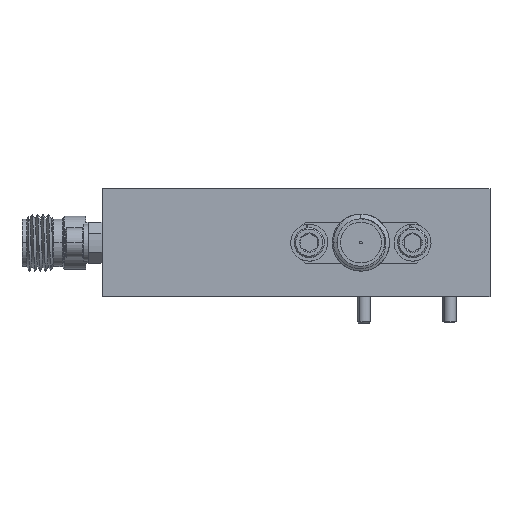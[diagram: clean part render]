
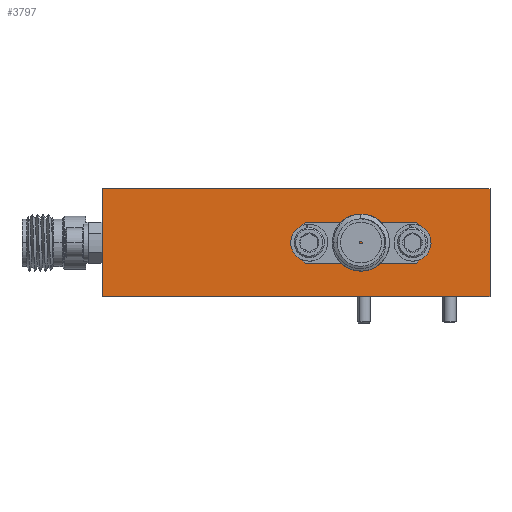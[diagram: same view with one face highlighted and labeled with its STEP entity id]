
A CAD part, top view. The second image highlights one B-rep face of the part: STEP entity #3797.
In plain terms, the highlighted planar face has unit normal (0, 0, 1).
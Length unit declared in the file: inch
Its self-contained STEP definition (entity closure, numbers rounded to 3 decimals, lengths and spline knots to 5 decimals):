
#1328 = CARTESIAN_POINT ( 'NONE',  ( 0.9, 0.5, 0.55 ) ) ;
#1570 = FACE_OUTER_BOUND ( 'NONE', #22860, .T. ) ;
#2982 = VERTEX_POINT ( 'NONE', #16428 ) ;
#3797 = ADVANCED_FACE ( 'NONE', ( #1570 ), #12825, .F. ) ;
#3828 = CARTESIAN_POINT ( 'NONE',  ( -0.9, 0., 0.55 ) ) ;
#4419 = VERTEX_POINT ( 'NONE', #14440 ) ;
#4761 = EDGE_CURVE ( 'NONE', #5162, #2982, #23785, .T. ) ;
#5162 = VERTEX_POINT ( 'NONE', #3828 ) ;
#5327 = DIRECTION ( 'NONE',  ( 0., 0., -1. ) ) ;
#6433 = DIRECTION ( 'NONE',  ( 1., 0., 0. ) ) ;
#6697 = EDGE_CURVE ( 'NONE', #13668, #4419, #14259, .T. ) ;
#7291 = CARTESIAN_POINT ( 'NONE',  ( -0.9, 0.5, 0.55 ) ) ;
#7528 = DIRECTION ( 'NONE',  ( 1., 0., 0. ) ) ;
#7819 = VECTOR ( 'NONE', #6433, 39.37008 ) ;
#8254 = ORIENTED_EDGE ( 'NONE', *, *, #6697, .F. ) ;
#8484 = CARTESIAN_POINT ( 'NONE',  ( -0.9, 0.5, 0.55 ) ) ;
#10351 = DIRECTION ( 'NONE',  ( 0., -1., 0. ) ) ;
#10542 = DIRECTION ( 'NONE',  ( -1., 0., 0. ) ) ;
#11051 = ORIENTED_EDGE ( 'NONE', *, *, #4761, .T. ) ;
#12825 = PLANE ( 'NONE',  #15519 ) ;
#13597 = ORIENTED_EDGE ( 'NONE', *, *, #16729, .F. ) ;
#13668 = VERTEX_POINT ( 'NONE', #7291 ) ;
#13861 = VECTOR ( 'NONE', #10351, 39.37008 ) ;
#14144 = CARTESIAN_POINT ( 'NONE',  ( 0.9, 0.5, 0.55 ) ) ;
#14259 = LINE ( 'NONE', #14144, #7819 ) ;
#14440 = CARTESIAN_POINT ( 'NONE',  ( 0.9, 0.5, 0.55 ) ) ;
#14784 = EDGE_CURVE ( 'NONE', #13668, #5162, #19434, .T. ) ;
#15375 = LINE ( 'NONE', #23072, #13861 ) ;
#15519 = AXIS2_PLACEMENT_3D ( 'NONE', #1328, #5327, #10542 ) ;
#15954 = ORIENTED_EDGE ( 'NONE', *, *, #14784, .T. ) ;
#16428 = CARTESIAN_POINT ( 'NONE',  ( 0.9, 0., 0.55 ) ) ;
#16729 = EDGE_CURVE ( 'NONE', #4419, #2982, #15375, .T. ) ;
#16744 = VECTOR ( 'NONE', #7528, 39.37008 ) ;
#19434 = LINE ( 'NONE', #8484, #20925 ) ;
#20925 = VECTOR ( 'NONE', #23145, 39.37008 ) ;
#22860 = EDGE_LOOP ( 'NONE', ( #11051, #13597, #8254, #15954 ) ) ;
#23072 = CARTESIAN_POINT ( 'NONE',  ( 0.9, 0.5, 0.55 ) ) ;
#23145 = DIRECTION ( 'NONE',  ( 0., -1., 0. ) ) ;
#23663 = CARTESIAN_POINT ( 'NONE',  ( 0.9, 0., 0.55 ) ) ;
#23785 = LINE ( 'NONE', #23663, #16744 ) ;
